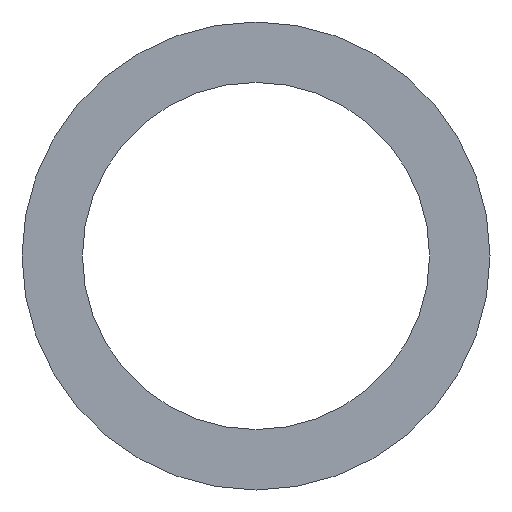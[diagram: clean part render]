
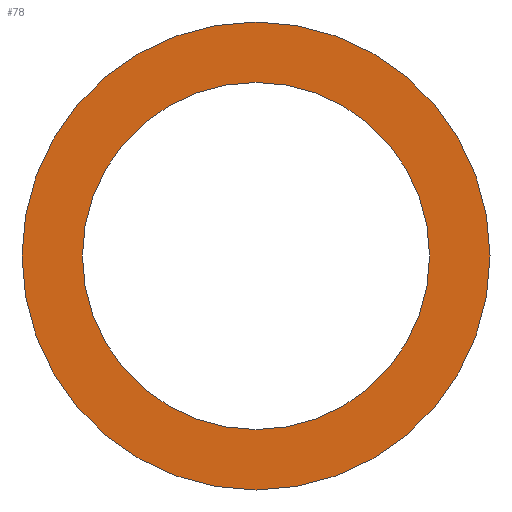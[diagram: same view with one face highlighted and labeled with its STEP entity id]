
A CAD part, front view. The second image highlights one B-rep face of the part: STEP entity #78.
In plain terms, the highlighted planar face has unit normal (0, -1, 0).
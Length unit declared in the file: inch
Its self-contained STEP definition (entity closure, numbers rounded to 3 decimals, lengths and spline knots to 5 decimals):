
#1 = DIRECTION ( 'NONE',  ( 0., 0., 1. ) ) ;
#2 = CARTESIAN_POINT ( 'NONE',  ( 0., 0., 0. ) ) ;
#11 = VERTEX_POINT ( 'NONE', #118 ) ;
#12 = AXIS2_PLACEMENT_3D ( 'NONE', #251, #80, #1 ) ;
#31 = EDGE_CURVE ( 'NONE', #206, #246, #33, .T. ) ;
#33 = CIRCLE ( 'NONE', #85, 0.445 ) ;
#65 = DIRECTION ( 'NONE',  ( 0., 0., 1. ) ) ;
#66 = AXIS2_PLACEMENT_3D ( 'NONE', #97, #155, #213 ) ;
#74 = EDGE_LOOP ( 'NONE', ( #153, #169 ) ) ;
#78 = ADVANCED_FACE ( 'NONE', ( #238, #234 ), #139, .F. ) ;
#80 = DIRECTION ( 'NONE',  ( 0., 1., 0. ) ) ;
#85 = AXIS2_PLACEMENT_3D ( 'NONE', #151, #93, #115 ) ;
#93 = DIRECTION ( 'NONE',  ( 0., 1., 0. ) ) ;
#96 = DIRECTION ( 'NONE',  ( 0., 1., 0. ) ) ;
#97 = CARTESIAN_POINT ( 'NONE',  ( 0., 0., 0. ) ) ;
#115 = DIRECTION ( 'NONE',  ( 0., 0., 1. ) ) ;
#117 = EDGE_LOOP ( 'NONE', ( #186, #152 ) ) ;
#118 = CARTESIAN_POINT ( 'NONE',  ( 0., 0., 0.6 ) ) ;
#125 = DIRECTION ( 'NONE',  ( 0., 1., 0. ) ) ;
#129 = CIRCLE ( 'NONE', #12, 0.6 ) ;
#139 = PLANE ( 'NONE',  #66 ) ;
#142 = DIRECTION ( 'NONE',  ( 0., 0., 1. ) ) ;
#151 = CARTESIAN_POINT ( 'NONE',  ( 0., 0., 0. ) ) ;
#152 = ORIENTED_EDGE ( 'NONE', *, *, #184, .F. ) ;
#153 = ORIENTED_EDGE ( 'NONE', *, *, #31, .T. ) ;
#155 = DIRECTION ( 'NONE',  ( 0., 1., 0. ) ) ;
#163 = EDGE_CURVE ( 'NONE', #246, #206, #189, .T. ) ;
#169 = ORIENTED_EDGE ( 'NONE', *, *, #163, .T. ) ;
#175 = CARTESIAN_POINT ( 'NONE',  ( 0., 0., 0. ) ) ;
#180 = AXIS2_PLACEMENT_3D ( 'NONE', #175, #96, #142 ) ;
#184 = EDGE_CURVE ( 'NONE', #11, #224, #230, .T. ) ;
#186 = ORIENTED_EDGE ( 'NONE', *, *, #192, .F. ) ;
#189 = CIRCLE ( 'NONE', #249, 0.445 ) ;
#192 = EDGE_CURVE ( 'NONE', #224, #11, #129, .T. ) ;
#193 = CARTESIAN_POINT ( 'NONE',  ( 0., 0., -0.445 ) ) ;
#195 = CARTESIAN_POINT ( 'NONE',  ( 0., 0., -0.6 ) ) ;
#206 = VERTEX_POINT ( 'NONE', #193 ) ;
#213 = DIRECTION ( 'NONE',  ( 0., 0., 1. ) ) ;
#215 = CARTESIAN_POINT ( 'NONE',  ( 0., 0., 0.445 ) ) ;
#224 = VERTEX_POINT ( 'NONE', #195 ) ;
#230 = CIRCLE ( 'NONE', #180, 0.6 ) ;
#234 = FACE_BOUND ( 'NONE', #74, .T. ) ;
#238 = FACE_OUTER_BOUND ( 'NONE', #117, .T. ) ;
#246 = VERTEX_POINT ( 'NONE', #215 ) ;
#249 = AXIS2_PLACEMENT_3D ( 'NONE', #2, #125, #65 ) ;
#251 = CARTESIAN_POINT ( 'NONE',  ( 0., 0., 0. ) ) ;
